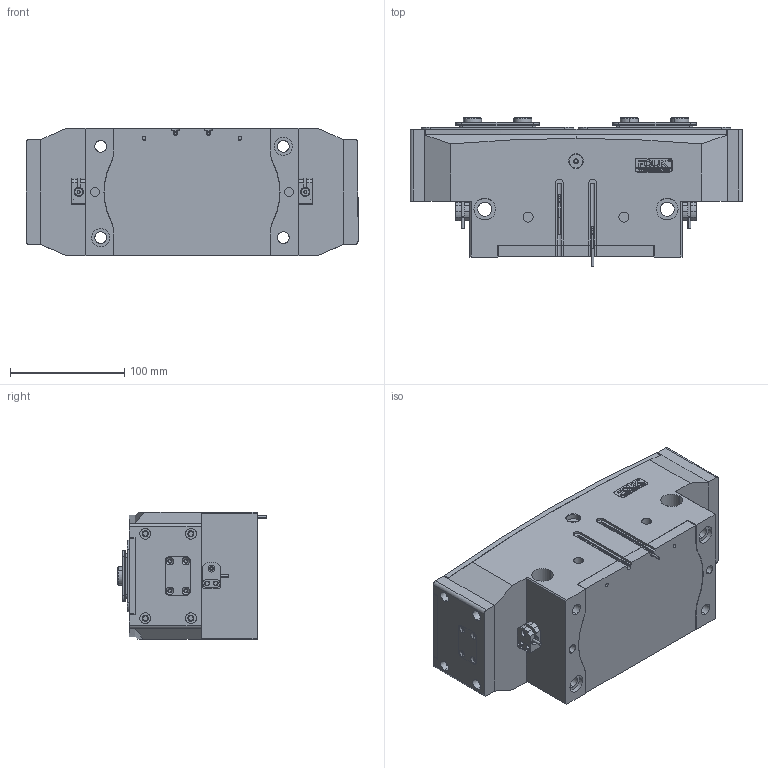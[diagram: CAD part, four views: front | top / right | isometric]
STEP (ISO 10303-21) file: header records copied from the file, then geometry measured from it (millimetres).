
FILE_DESCRIPTION (( 'STEP AP203' ), '1' );
FILE_NAME ('FR113-265-P.STEP', '2025-01-15T02:09:35', ( 'USER-' ), ( 'Microsoft' ), 'SwSTEP 2.0', 'SolidWorks 2018', '' );
FILE_SCHEMA (( 'CONFIG_CONTROL_DESIGN' ));
Length unit declared in the file: millimetre
Products named in the file (18): FR113-265; 32x12-R2; 8-30 換覜ん; TRT113-265-M-05菁裔啣; TRT113-265-M-12 耜猾极; 揤輸杅耀.sldasm-Part-9; TRT113-265-M-14 忒硌薊啣; 羲壽標釱B; 棠羲換覜ん; TRT113-265-M-01 喘倛褲极; TRT113-265-M-02 喘倛賑輸; TRT113-265-M-13 移动挡板(默认); 揤輸蚾饜极; FR113-265-P; ﾏ擎ﾗ16｡ﾁ12｡ﾁ8; TRT113-265-M-11 奻葡裔啣; TR240-15耜猾苤裔耀倰; 埴翐芛_GB_FASTENER_SCREWS_HSHCS M2X8-N
Assembly tree (34 placements, depth 4):
  FR113-265-P
    TRT113-265-M-11 奻葡裔啣
    TRT113-265-M-12 耜猾极  x2
    TRT113-265-M-14 忒硌薊啣  x2
    TRT113-265-M-13 移动挡板(默认)  x2
    TR240-15耜猾苤裔耀倰  x2
    FR113-265
      TRT113-265-M-01 喘倛褲极
      TRT113-265-M-02 喘倛賑輸  x2
      TRT113-265-M-05菁裔啣
      羲壽標釱B  x2
      8-30 換覜ん  x2
      棠羲換覜ん  x2
      揤輸蚾饜极  x2
        揤輸杅耀.sldasm-Part-9
        埴翐芛_GB_FASTENER_SCREWS_HSHCS M2X8-N
      32x12-R2
      ﾏ擎ﾗ16｡ﾁ12｡ﾁ8  x4
    ﾏ擎ﾗ16｡ﾁ12｡ﾁ8  x4
Bounding box: 291 x 129.91 x 112 mm (x, y, z)
Volume: 2756928.9 mm3; surface area: 432105.9 mm2
Topology: 34 solids, 38 shells, 1853 faces, 4719 edges, 3003 vertices
Faces by surface type: plane 814, cylinder 597, cone 279, bspline 155, torus 8
Entity records: 48673 total; most frequent: CARTESIAN_POINT 14061, ORIENTED_EDGE 6796, DIRECTION 6415, EDGE_CURVE 3398, VERTEX_POINT 2216, AXIS2_PLACEMENT_3D 2152, LINE 2111, VECTOR 2111
